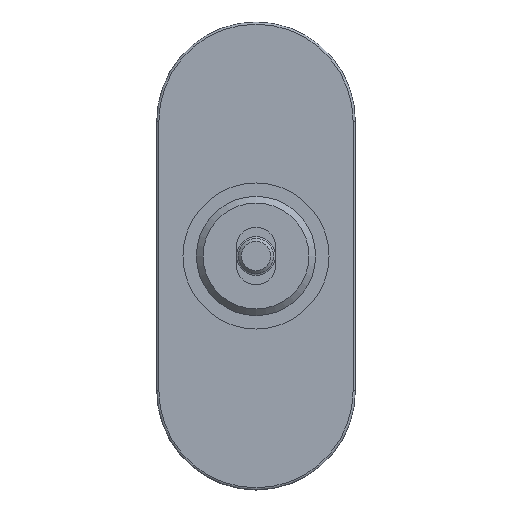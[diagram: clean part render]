
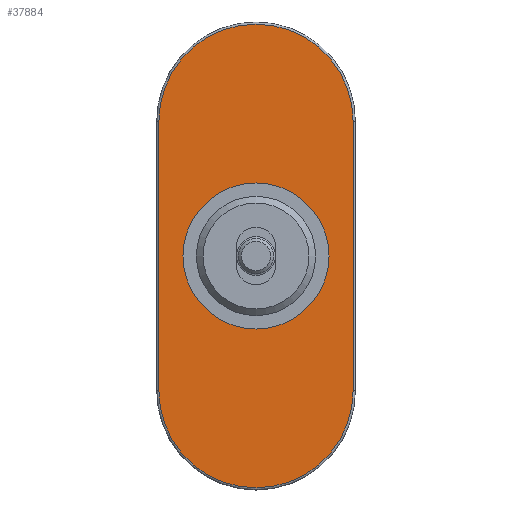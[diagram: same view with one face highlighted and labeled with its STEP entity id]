
A CAD part, left-side view. The second image highlights one B-rep face of the part: STEP entity #37884.
In plain terms, the highlighted face is planar.
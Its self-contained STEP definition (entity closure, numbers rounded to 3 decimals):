
#1036 = CIRCLE ( 'NONE', #27936, 22. ) ;
#2045 = CARTESIAN_POINT ( 'NONE',  ( 0., 0., -30.5 ) ) ;
#2096 = CARTESIAN_POINT ( 'NONE',  ( 0., 0., 30.5 ) ) ;
#2309 = DIRECTION ( 'NONE',  ( 1., 0., 0. ) ) ;
#2681 = DIRECTION ( 'NONE',  ( 1., 0., 0. ) ) ;
#7338 = EDGE_CURVE ( 'NONE', #50397, #31825, #62295, .T. ) ;
#8613 = CARTESIAN_POINT ( 'NONE',  ( 0., 22., 30.5 ) ) ;
#9054 = DIRECTION ( 'NONE',  ( 1., 0., 0. ) ) ;
#11061 = ORIENTED_EDGE ( 'NONE', *, *, #18548, .T. ) ;
#12465 = FACE_OUTER_BOUND ( 'NONE', #24238, .T. ) ;
#17304 = DIRECTION ( 'NONE',  ( 0., 0., -1. ) ) ;
#18191 = ORIENTED_EDGE ( 'NONE', *, *, #22084, .F. ) ;
#18548 = EDGE_CURVE ( 'NONE', #31825, #31960, #1036, .T. ) ;
#20035 = DIRECTION ( 'NONE',  ( 1., 0., 0. ) ) ;
#22084 = EDGE_CURVE ( 'NONE', #22304, #22304, #58068, .T. ) ;
#22304 = VERTEX_POINT ( 'NONE', #47210 ) ;
#23565 = DIRECTION ( 'NONE',  ( 0., 0., -1. ) ) ;
#24238 = EDGE_LOOP ( 'NONE', ( #35391, #11061, #34058, #45194 ) ) ;
#24683 = DIRECTION ( 'NONE',  ( 0., 0., 1. ) ) ;
#24963 = LINE ( 'NONE', #58402, #35662 ) ;
#27936 = AXIS2_PLACEMENT_3D ( 'NONE', #2045, #2681, #41095 ) ;
#28863 = AXIS2_PLACEMENT_3D ( 'NONE', #29657, #20035, #45021 ) ;
#29657 = CARTESIAN_POINT ( 'NONE',  ( 0., 0., 0. ) ) ;
#30414 = CARTESIAN_POINT ( 'NONE',  ( 0., 22., -30.5 ) ) ;
#31825 = VERTEX_POINT ( 'NONE', #61575 ) ;
#31868 = CIRCLE ( 'NONE', #43890, 22. ) ;
#31960 = VERTEX_POINT ( 'NONE', #30414 ) ;
#32781 = CARTESIAN_POINT ( 'NONE',  ( 0., 0., 30.5 ) ) ;
#34058 = ORIENTED_EDGE ( 'NONE', *, *, #34355, .T. ) ;
#34355 = EDGE_CURVE ( 'NONE', #31960, #47973, #24963, .T. ) ;
#34616 = EDGE_CURVE ( 'NONE', #47973, #50397, #31868, .T. ) ;
#35391 = ORIENTED_EDGE ( 'NONE', *, *, #7338, .T. ) ;
#35662 = VECTOR ( 'NONE', #24683, 1000. ) ;
#36228 = DIRECTION ( 'NONE',  ( 0., 0., -1. ) ) ;
#37884 = ADVANCED_FACE ( 'NONE', ( #58209, #12465 ), #38305, .T. ) ;
#38305 = PLANE ( 'NONE',  #56216 ) ;
#41095 = DIRECTION ( 'NONE',  ( 0., 0., -1. ) ) ;
#41669 = CARTESIAN_POINT ( 'NONE',  ( 0., -22., 30.5 ) ) ;
#43890 = AXIS2_PLACEMENT_3D ( 'NONE', #2096, #2309, #36228 ) ;
#45021 = DIRECTION ( 'NONE',  ( 0., 0., -1. ) ) ;
#45194 = ORIENTED_EDGE ( 'NONE', *, *, #34616, .T. ) ;
#47169 = CARTESIAN_POINT ( 'NONE',  ( 0., -22., 30.5 ) ) ;
#47210 = CARTESIAN_POINT ( 'NONE',  ( 0., 0., -16.55 ) ) ;
#47973 = VERTEX_POINT ( 'NONE', #8613 ) ;
#50397 = VERTEX_POINT ( 'NONE', #47169 ) ;
#53908 = VECTOR ( 'NONE', #17304, 1000. ) ;
#54209 = EDGE_LOOP ( 'NONE', ( #18191 ) ) ;
#56216 = AXIS2_PLACEMENT_3D ( 'NONE', #32781, #9054, #23565 ) ;
#58068 = CIRCLE ( 'NONE', #28863, 16.55 ) ;
#58209 = FACE_BOUND ( 'NONE', #54209, .T. ) ;
#58402 = CARTESIAN_POINT ( 'NONE',  ( 0., 22., 30.5 ) ) ;
#61575 = CARTESIAN_POINT ( 'NONE',  ( 0., -22., -30.5 ) ) ;
#62295 = LINE ( 'NONE', #41669, #53908 ) ;
